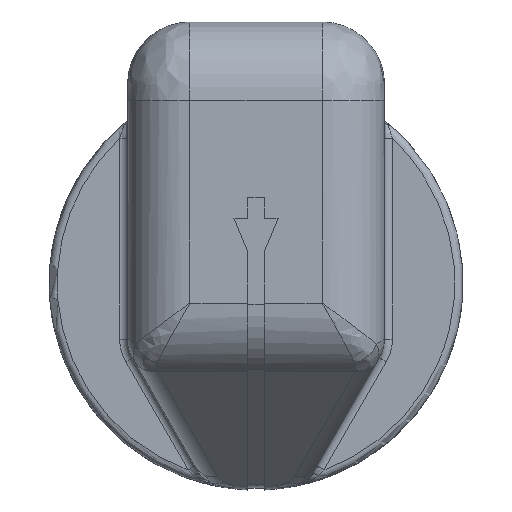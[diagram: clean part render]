
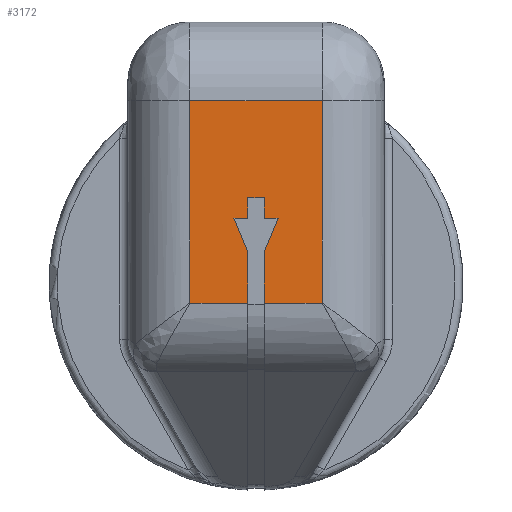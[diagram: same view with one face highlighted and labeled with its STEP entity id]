
A CAD part, top view. The second image highlights one B-rep face of the part: STEP entity #3172.
In plain terms, the highlighted planar face has unit normal (0, 0, 1).
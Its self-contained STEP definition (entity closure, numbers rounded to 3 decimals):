
#196=PLANE('',#3441);
#378=FACE_OUTER_BOUND('',#569,.T.);
#569=EDGE_LOOP('',(#2314,#2315,#2316,#2317,#2318,#2319,#2320,#2321,#2322,
#2323,#2324,#2325,#2326,#2327));
#741=LINE('',#4852,#969);
#760=LINE('',#5761,#988);
#762=LINE('',#5828,#990);
#764=LINE('',#5857,#992);
#765=LINE('',#5859,#993);
#766=LINE('',#5860,#994);
#767=LINE('',#5862,#995);
#768=LINE('',#5864,#996);
#769=LINE('',#5866,#997);
#770=LINE('',#5868,#998);
#771=LINE('',#5870,#999);
#772=LINE('',#5872,#1000);
#773=LINE('',#5874,#1001);
#774=LINE('',#5875,#1002);
#969=VECTOR('',#3731,1000.);
#988=VECTOR('',#3876,1000.);
#990=VECTOR('',#3884,1000.);
#992=VECTOR('',#3894,1000.);
#993=VECTOR('',#3895,1000.);
#994=VECTOR('',#3896,1000.);
#995=VECTOR('',#3897,1000.);
#996=VECTOR('',#3898,1000.);
#997=VECTOR('',#3899,1000.);
#998=VECTOR('',#3900,1000.);
#999=VECTOR('',#3901,1000.);
#1000=VECTOR('',#3902,1000.);
#1001=VECTOR('',#3903,1000.);
#1002=VECTOR('',#3904,1000.);
#1317=VERTEX_POINT('',#4849);
#1318=VERTEX_POINT('',#4851);
#1410=VERTEX_POINT('',#5758);
#1411=VERTEX_POINT('',#5760);
#1417=VERTEX_POINT('',#5819);
#1422=VERTEX_POINT('',#5856);
#1423=VERTEX_POINT('',#5858);
#1424=VERTEX_POINT('',#5861);
#1425=VERTEX_POINT('',#5863);
#1426=VERTEX_POINT('',#5865);
#1427=VERTEX_POINT('',#5867);
#1428=VERTEX_POINT('',#5869);
#1429=VERTEX_POINT('',#5871);
#1430=VERTEX_POINT('',#5873);
#1650=EDGE_CURVE('',#1317,#1318,#741,.T.);
#1752=EDGE_CURVE('',#1411,#1410,#760,.T.);
#1760=EDGE_CURVE('',#1317,#1417,#762,.T.);
#1766=EDGE_CURVE('',#1417,#1422,#764,.T.);
#1767=EDGE_CURVE('',#1423,#1422,#765,.T.);
#1768=EDGE_CURVE('',#1411,#1423,#766,.T.);
#1769=EDGE_CURVE('',#1424,#1410,#767,.T.);
#1770=EDGE_CURVE('',#1425,#1424,#768,.T.);
#1771=EDGE_CURVE('',#1426,#1425,#769,.T.);
#1772=EDGE_CURVE('',#1427,#1426,#770,.T.);
#1773=EDGE_CURVE('',#1428,#1427,#771,.T.);
#1774=EDGE_CURVE('',#1429,#1428,#772,.T.);
#1775=EDGE_CURVE('',#1430,#1429,#773,.T.);
#1776=EDGE_CURVE('',#1318,#1430,#774,.T.);
#2314=ORIENTED_EDGE('',*,*,#1650,.F.);
#2315=ORIENTED_EDGE('',*,*,#1760,.T.);
#2316=ORIENTED_EDGE('',*,*,#1766,.T.);
#2317=ORIENTED_EDGE('',*,*,#1767,.F.);
#2318=ORIENTED_EDGE('',*,*,#1768,.F.);
#2319=ORIENTED_EDGE('',*,*,#1752,.T.);
#2320=ORIENTED_EDGE('',*,*,#1769,.F.);
#2321=ORIENTED_EDGE('',*,*,#1770,.F.);
#2322=ORIENTED_EDGE('',*,*,#1771,.F.);
#2323=ORIENTED_EDGE('',*,*,#1772,.F.);
#2324=ORIENTED_EDGE('',*,*,#1773,.F.);
#2325=ORIENTED_EDGE('',*,*,#1774,.F.);
#2326=ORIENTED_EDGE('',*,*,#1775,.F.);
#2327=ORIENTED_EDGE('',*,*,#1776,.F.);
#3172=ADVANCED_FACE('',(#378),#196,.T.);
#3441=AXIS2_PLACEMENT_3D('',#5855,#3892,#3893);
#3731=DIRECTION('',(0.,1.,0.));
#3876=DIRECTION('',(1.,0.,0.));
#3884=DIRECTION('',(1.,0.,0.));
#3892=DIRECTION('center_axis',(0.,0.,1.));
#3893=DIRECTION('ref_axis',(1.,0.,0.));
#3894=DIRECTION('',(0.,1.,0.));
#3895=DIRECTION('',(1.,0.,0.));
#3896=DIRECTION('',(0.,1.,0.));
#3897=DIRECTION('',(0.,-1.,0.));
#3898=DIRECTION('',(0.383,-0.924,0.));
#3899=DIRECTION('',(-1.,0.,0.));
#3900=DIRECTION('',(0.,-1.,0.));
#3901=DIRECTION('',(-1.,0.,0.));
#3902=DIRECTION('',(0.,1.,0.));
#3903=DIRECTION('',(-1.,0.,0.));
#3904=DIRECTION('',(0.383,0.924,0.));
#4849=CARTESIAN_POINT('',(0.508,-1.262,19.05));
#4851=CARTESIAN_POINT('',(0.508,1.903,19.05));
#4852=CARTESIAN_POINT('',(0.508,-1.31,19.05));
#5758=CARTESIAN_POINT('',(-0.508,-1.262,19.05));
#5760=CARTESIAN_POINT('',(-4.064,-1.262,19.05));
#5761=CARTESIAN_POINT('',(0.,-1.262,19.05));
#5819=CARTESIAN_POINT('',(4.064,-1.262,19.05));
#5828=CARTESIAN_POINT('',(0.,-1.262,19.05));
#5855=CARTESIAN_POINT('Origin',(0.,16.002,19.05));
#5856=CARTESIAN_POINT('',(4.064,11.176,19.05));
#5857=CARTESIAN_POINT('',(4.064,8.827,19.05));
#5858=CARTESIAN_POINT('',(-4.064,11.176,19.05));
#5859=CARTESIAN_POINT('',(0.,11.176,19.05));
#5860=CARTESIAN_POINT('',(-4.064,8.827,19.05));
#5861=CARTESIAN_POINT('',(-0.508,1.903,19.05));
#5862=CARTESIAN_POINT('',(-0.508,1.903,19.05));
#5863=CARTESIAN_POINT('',(-1.354,3.945,19.05));
#5864=CARTESIAN_POINT('',(-0.508,1.903,19.05));
#5865=CARTESIAN_POINT('',(-0.508,3.945,19.05));
#5866=CARTESIAN_POINT('',(-1.354,3.945,19.05));
#5867=CARTESIAN_POINT('',(-0.508,5.215,19.05));
#5868=CARTESIAN_POINT('',(-0.508,3.945,19.05));
#5869=CARTESIAN_POINT('',(0.508,5.215,19.05));
#5870=CARTESIAN_POINT('',(-0.508,5.215,19.05));
#5871=CARTESIAN_POINT('',(0.508,3.945,19.05));
#5872=CARTESIAN_POINT('',(0.508,5.215,19.05));
#5873=CARTESIAN_POINT('',(1.354,3.945,19.05));
#5874=CARTESIAN_POINT('',(0.508,3.945,19.05));
#5875=CARTESIAN_POINT('',(1.354,3.945,19.05));
